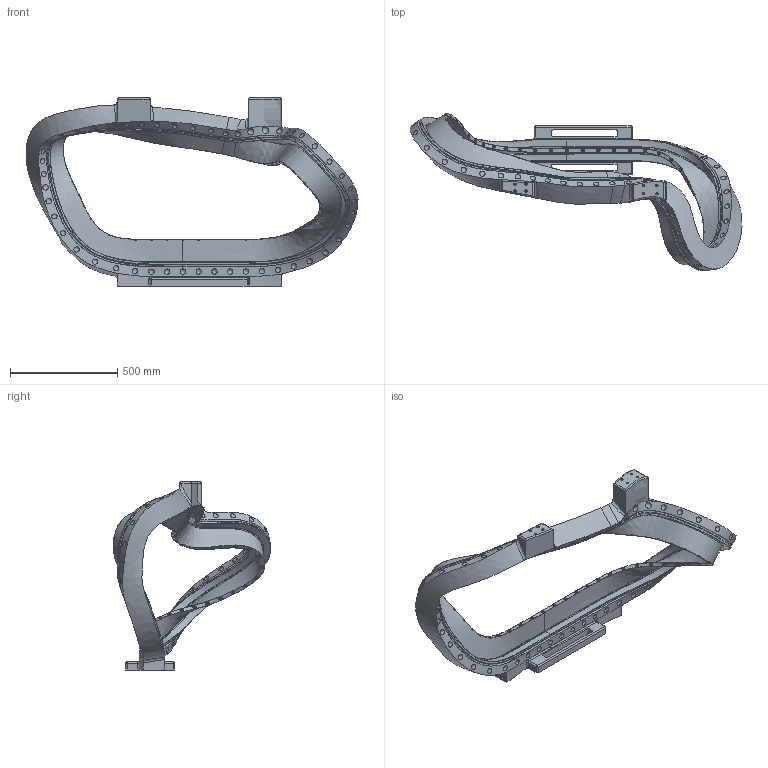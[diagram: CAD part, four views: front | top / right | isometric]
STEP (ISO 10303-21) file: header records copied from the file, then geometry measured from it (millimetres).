
FILE_DESCRIPTION((''),'2;1');
FILE_NAME('SE140-084','2003-11-19T',('xdw'),(''),'PRO/ENGINEER BY PARAMETRIC TECHNOLOGY CORPORATION, 2003280','PRO/ENGINEER BY PARAMETRIC TECHNOLOGY CORPORATION, 2003280','');
FILE_SCHEMA(('CONFIG_CONTROL_DESIGN'));
Length unit declared in the file: inch
Products named in the file (1): SE140-084
Bounding box: 1545.37 x 733.28 x 876.3 mm (x, y, z)
Volume: 39198752.2 mm3; surface area: 2545534.8 mm2
Topology: 1 solids, 1 shells, 669 faces, 1538 edges, 946 vertices
Faces by surface type: cylinder 258, cone 132, sphere 104, bspline 92, plane 75, extrusion 8
Entity records: 38780 total; most frequent: CARTESIAN_POINT 25056, ORIENTED_EDGE 2812, DIRECTION 2500, EDGE_CURVE 1406, AXIS2_PLACEMENT_3D 986, VERTEX_POINT 946, EDGE_LOOP 882, FACE_OUTER_BOUND 669
